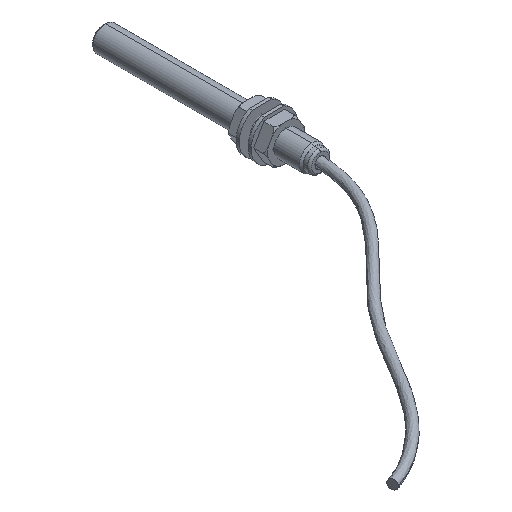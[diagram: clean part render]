
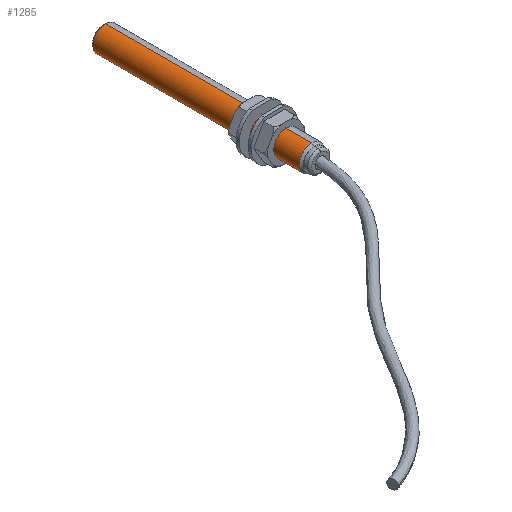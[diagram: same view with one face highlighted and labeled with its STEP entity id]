
A CAD part, isometric view. The second image highlights one B-rep face of the part: STEP entity #1285.
In plain terms, the highlighted cylindrical face has radius 6 mm (diameter 12 mm), a partial arc.
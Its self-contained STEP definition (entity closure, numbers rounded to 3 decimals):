
#12 = LINE ( 'NONE', #1523, #2487 ) ;
#61 = VERTEX_POINT ( 'NONE', #732 ) ;
#131 = VECTOR ( 'NONE', #1858, 1000. ) ;
#172 = CIRCLE ( 'NONE', #1597, 6. ) ;
#444 = ORIENTED_EDGE ( 'NONE', *, *, #2043, .F. ) ;
#503 = CARTESIAN_POINT ( 'NONE',  ( 0., 49., 0. ) ) ;
#517 = DIRECTION ( 'NONE',  ( 0., 1., 0. ) ) ;
#732 = CARTESIAN_POINT ( 'NONE',  ( 0., 49., -6. ) ) ;
#814 = CARTESIAN_POINT ( 'NONE',  ( 0., -49., 6. ) ) ;
#860 = VERTEX_POINT ( 'NONE', #814 ) ;
#867 = AXIS2_PLACEMENT_3D ( 'NONE', #503, #2335, #1536 ) ;
#899 = AXIS2_PLACEMENT_3D ( 'NONE', #2426, #517, #1506 ) ;
#1030 = ORIENTED_EDGE ( 'NONE', *, *, #2395, .T. ) ;
#1181 = DIRECTION ( 'NONE',  ( 0., 1., 0. ) ) ;
#1237 = CARTESIAN_POINT ( 'NONE',  ( 0., -49., -6. ) ) ;
#1248 = ORIENTED_EDGE ( 'NONE', *, *, #2486, .T. ) ;
#1285 = ADVANCED_FACE ( 'NONE', ( #2238 ), #1483, .T. ) ;
#1392 = DIRECTION ( 'NONE',  ( 0., 0., 1. ) ) ;
#1412 = ORIENTED_EDGE ( 'NONE', *, *, #1892, .F. ) ;
#1479 = CARTESIAN_POINT ( 'NONE',  ( 0., 50., -6. ) ) ;
#1483 = CYLINDRICAL_SURFACE ( 'NONE', #899, 6. ) ;
#1506 = DIRECTION ( 'NONE',  ( 0., 0., 1. ) ) ;
#1523 = CARTESIAN_POINT ( 'NONE',  ( 0., 50., 6. ) ) ;
#1536 = DIRECTION ( 'NONE',  ( 0., 0., 1. ) ) ;
#1597 = AXIS2_PLACEMENT_3D ( 'NONE', #2194, #1986, #1392 ) ;
#1632 = VERTEX_POINT ( 'NONE', #1237 ) ;
#1858 = DIRECTION ( 'NONE',  ( 0., 1., 0. ) ) ;
#1892 = EDGE_CURVE ( 'NONE', #1632, #61, #2102, .T. ) ;
#1967 = EDGE_LOOP ( 'NONE', ( #1412, #1248, #1030, #444 ) ) ;
#1986 = DIRECTION ( 'NONE',  ( 0., 1., 0. ) ) ;
#2043 = EDGE_CURVE ( 'NONE', #61, #2357, #2322, .T. ) ;
#2102 = LINE ( 'NONE', #1479, #131 ) ;
#2194 = CARTESIAN_POINT ( 'NONE',  ( 0., -49., 0. ) ) ;
#2238 = FACE_OUTER_BOUND ( 'NONE', #1967, .T. ) ;
#2322 = CIRCLE ( 'NONE', #867, 6. ) ;
#2335 = DIRECTION ( 'NONE',  ( 0., 1., 0. ) ) ;
#2357 = VERTEX_POINT ( 'NONE', #2506 ) ;
#2395 = EDGE_CURVE ( 'NONE', #860, #2357, #12, .T. ) ;
#2426 = CARTESIAN_POINT ( 'NONE',  ( 0., 50., 0. ) ) ;
#2486 = EDGE_CURVE ( 'NONE', #1632, #860, #172, .T. ) ;
#2487 = VECTOR ( 'NONE', #1181, 1000. ) ;
#2506 = CARTESIAN_POINT ( 'NONE',  ( 0., 49., 6. ) ) ;
